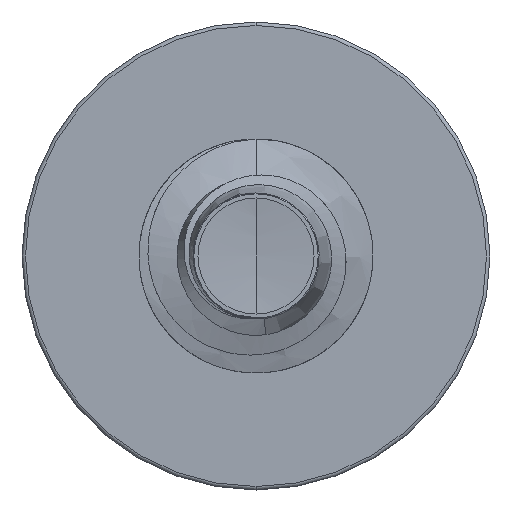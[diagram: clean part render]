
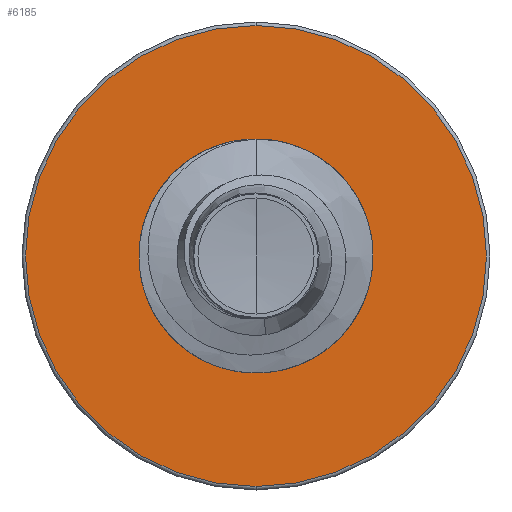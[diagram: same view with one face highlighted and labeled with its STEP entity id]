
A CAD part, front view. The second image highlights one B-rep face of the part: STEP entity #6185.
In plain terms, the highlighted planar face has unit normal (0, -1, 0).
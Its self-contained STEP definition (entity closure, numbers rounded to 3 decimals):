
#575 = DIRECTION ( 'NONE',  ( 0., 0., 1. ) ) ;
#580 = DIRECTION ( 'NONE',  ( 0., 1., 0. ) ) ;
#604 = CARTESIAN_POINT ( 'NONE',  ( 0., 17.5, 0. ) ) ;
#1476 = DIRECTION ( 'NONE',  ( 0., 0., 1. ) ) ;
#1485 = DIRECTION ( 'NONE',  ( 0., 1., 0. ) ) ;
#1513 = CARTESIAN_POINT ( 'NONE',  ( 0., 17.5, 0. ) ) ;
#1568 = AXIS2_PLACEMENT_3D ( 'NONE', #8385, #8361, #8358 ) ;
#2822 = CARTESIAN_POINT ( 'NONE',  ( 0., 17.5, 2.415 ) ) ;
#3793 = VERTEX_POINT ( 'NONE', #4780 ) ;
#3853 = EDGE_LOOP ( 'NONE', ( #6515, #6539 ) ) ;
#3876 = CIRCLE ( 'NONE', #3997, 4.925 ) ;
#3997 = AXIS2_PLACEMENT_3D ( 'NONE', #13980, #13958, #13944 ) ;
#4562 = CARTESIAN_POINT ( 'NONE',  ( 0., 17.5, 4.925 ) ) ;
#4663 = FACE_BOUND ( 'NONE', #3853, .T. ) ;
#4780 = CARTESIAN_POINT ( 'NONE',  ( 0., 17.5, -2.415 ) ) ;
#5918 = AXIS2_PLACEMENT_3D ( 'NONE', #604, #580, #575 ) ;
#6185 = ADVANCED_FACE ( 'NONE', ( #18817, #4663 ), #6846, .F. ) ;
#6204 = ORIENTED_EDGE ( 'NONE', *, *, #17448, .F. ) ;
#6320 = CIRCLE ( 'NONE', #5918, 2.415 ) ;
#6515 = ORIENTED_EDGE ( 'NONE', *, *, #16908, .T. ) ;
#6537 = DIRECTION ( 'NONE',  ( 0., 0., 1. ) ) ;
#6539 = ORIENTED_EDGE ( 'NONE', *, *, #16927, .T. ) ;
#6754 = CARTESIAN_POINT ( 'NONE',  ( 0., 17.5, -2.415 ) ) ;
#6846 = PLANE ( 'NONE',  #15553 ) ;
#6938 = DIRECTION ( 'NONE',  ( 0., 1., 0. ) ) ;
#8196 = VERTEX_POINT ( 'NONE', #2822 ) ;
#8358 = DIRECTION ( 'NONE',  ( 0., 0., 1. ) ) ;
#8361 = DIRECTION ( 'NONE',  ( 0., 1., 0. ) ) ;
#8385 = CARTESIAN_POINT ( 'NONE',  ( 0., 17.5, 0. ) ) ;
#11008 = VERTEX_POINT ( 'NONE', #14288 ) ;
#11669 = CIRCLE ( 'NONE', #14279, 2.415 ) ;
#13944 = DIRECTION ( 'NONE',  ( 0., 0., 1. ) ) ;
#13958 = DIRECTION ( 'NONE',  ( 0., 1., 0. ) ) ;
#13980 = CARTESIAN_POINT ( 'NONE',  ( 0., 17.5, 0. ) ) ;
#14279 = AXIS2_PLACEMENT_3D ( 'NONE', #1513, #1485, #1476 ) ;
#14288 = CARTESIAN_POINT ( 'NONE',  ( 0., 17.5, -4.925 ) ) ;
#15553 = AXIS2_PLACEMENT_3D ( 'NONE', #6754, #6938, #6537 ) ;
#16417 = VERTEX_POINT ( 'NONE', #4562 ) ;
#16908 = EDGE_CURVE ( 'NONE', #8196, #3793, #11669, .T. ) ;
#16927 = EDGE_CURVE ( 'NONE', #3793, #8196, #6320, .T. ) ;
#17448 = EDGE_CURVE ( 'NONE', #11008, #16417, #3876, .T. ) ;
#17966 = ORIENTED_EDGE ( 'NONE', *, *, #18581, .F. ) ;
#18393 = CIRCLE ( 'NONE', #1568, 4.925 ) ;
#18581 = EDGE_CURVE ( 'NONE', #16417, #11008, #18393, .T. ) ;
#18662 = EDGE_LOOP ( 'NONE', ( #17966, #6204 ) ) ;
#18817 = FACE_OUTER_BOUND ( 'NONE', #18662, .T. ) ;
